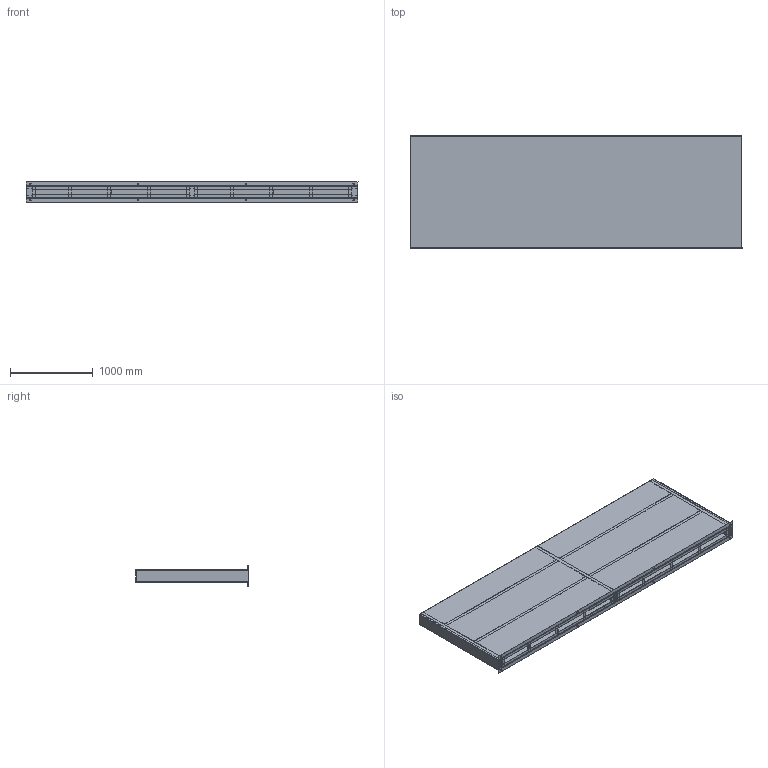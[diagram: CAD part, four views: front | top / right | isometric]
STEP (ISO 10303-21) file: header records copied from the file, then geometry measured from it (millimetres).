
FILE_DESCRIPTION (( 'STEP AP214' ), '1' );
FILE_NAME ('AW1.1_VectorWorks.STEP', '2021-04-22T10:15:15', ( '' ), ( '' ), 'SwSTEP 2.0', 'SolidWorks 2020', '' );
FILE_SCHEMA (( 'AUTOMOTIVE_DESIGN' ));
Length unit declared in the file: millimetre
Products named in the file (9): AW1.1-reinforcement 2; AW1.1-top; AW1.1-reinforcement 1; AW1.1_VectorWorks; AW1.1-headwall; AW1.1-reinforcement 3; AW1.1-sidewall2; AW1.1-reinforcement Upr1; AW1.1-sidewall
Assembly tree (53 placements, depth 2):
  AW1.1_VectorWorks
    AW1.1-sidewall
    AW1.1-sidewall2
    AW1.1-top
    AW1.1-headwall  x2
    AW1.1-reinforcement 1  x12
    AW1.1-reinforcement Upr1  x6
    AW1.1-reinforcement 2  x8
    AW1.1-reinforcement 3  x22
Bounding box: 4000 x 1350 x 248 mm (x, y, z)
Volume: 44904472.6 mm3; surface area: 30277988 mm2
Topology: 53 solids, 53 shells, 822 faces, 1788 edges, 1072 vertices
Faces by surface type: plane 694, cylinder 128
Entity records: 4614 total; most frequent: DIRECTION 772, CARTESIAN_POINT 712, ORIENTED_EDGE 640, EDGE_CURVE 320, LINE 260, VECTOR 260, AXIS2_PLACEMENT_3D 256, VERTEX_POINT 196
